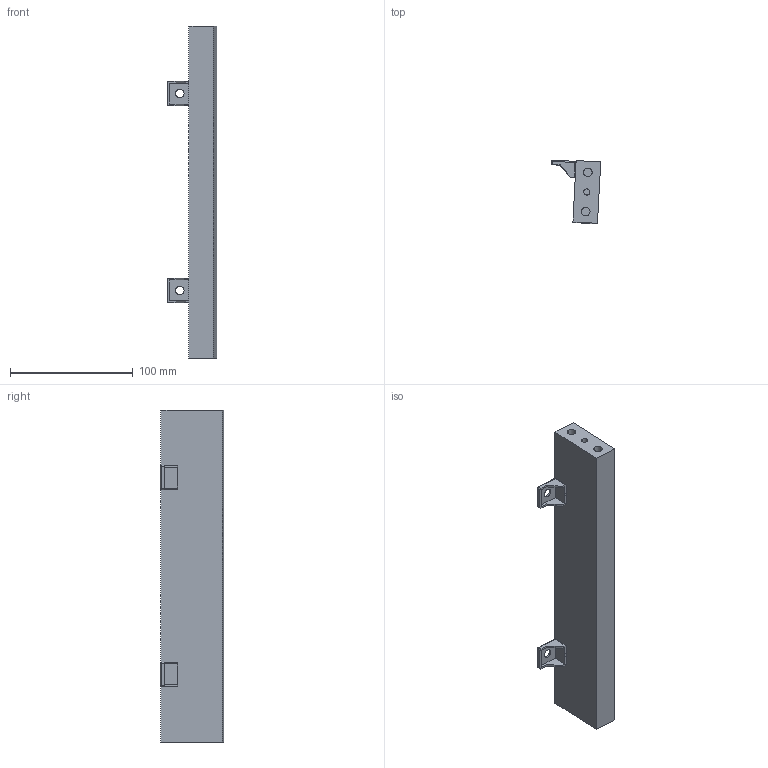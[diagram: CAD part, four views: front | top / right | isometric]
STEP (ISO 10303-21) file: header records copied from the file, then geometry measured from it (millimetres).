
FILE_DESCRIPTION (( 'STEP AP203' ), '1' );
FILE_NAME ('12page_scene_1_short_bar.STEP', '2020-04-29T02:17:27', ( '' ), ( '' ), 'SwSTEP 2.0', 'SolidWorks 2014', '' );
FILE_SCHEMA (( 'CONFIG_CONTROL_DESIGN' ));
Length unit declared in the file: millimetre
Products named in the file (3): chair braket(4ea); chair part3; 12page_scene_1_short_bar
Assembly tree (3 placements, depth 2):
  12page_scene_1_short_bar
    chair part3
    chair braket(4ea)  x2
Bounding box: 40.15 x 51.47 x 270 mm (x, y, z)
Volume: 267815.2 mm3; surface area: 46942.4 mm2
Topology: 3 solids, 3 shells, 96 faces, 226 edges, 136 vertices
Faces by surface type: plane 44, cylinder 40, bspline 8, cone 4
Entity records: 2133 total; most frequent: CARTESIAN_POINT 367, DIRECTION 328, ORIENTED_EDGE 276, EDGE_CURVE 138, AXIS2_PLACEMENT_3D 125, VERTEX_POINT 88, LINE 78, VECTOR 78
